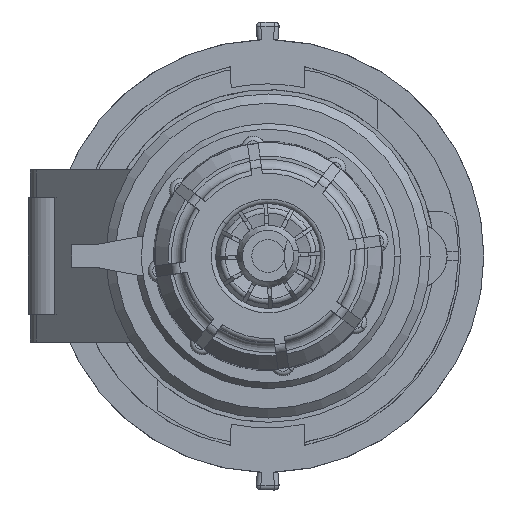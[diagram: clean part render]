
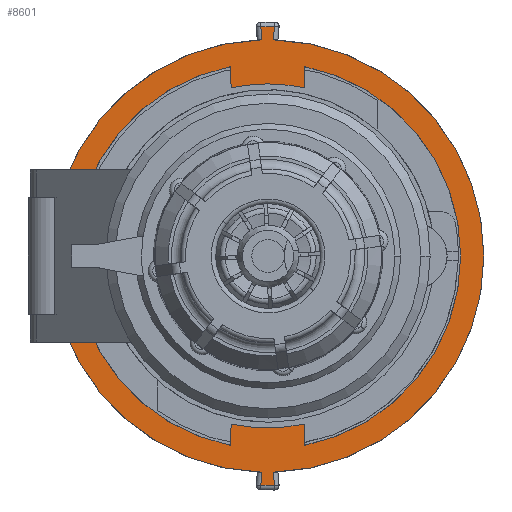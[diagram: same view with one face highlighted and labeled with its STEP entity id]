
A CAD part, left-side view. The second image highlights one B-rep face of the part: STEP entity #8601.
In plain terms, the highlighted face is planar.
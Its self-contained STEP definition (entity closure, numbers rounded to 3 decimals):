
#136 = AXIS2_PLACEMENT_3D ( 'NONE', #21344, #16800, #14587 ) ;
#252 = EDGE_CURVE ( 'NONE', #26823, #3044, #18741, .T. ) ;
#618 = CARTESIAN_POINT ( 'NONE',  ( -49.314, 2.6, 0. ) ) ;
#799 = CARTESIAN_POINT ( 'NONE',  ( 49.314, -1.472, 0. ) ) ;
#901 = CARTESIAN_POINT ( 'NONE',  ( 0.255, 2.88, 0. ) ) ;
#1047 = EDGE_LOOP ( 'NONE', ( #3050, #14920, #7016, #6661, #8429, #23466, #7368, #20340 ) ) ;
#1275 = DIRECTION ( 'NONE',  ( 0., 0., -1. ) ) ;
#1409 = DIRECTION ( 'NONE',  ( -0.996, -0.088, 0. ) ) ;
#1737 = VERTEX_POINT ( 'NONE', #10831 ) ;
#1804 = DIRECTION ( 'NONE',  ( -1., 0., 0. ) ) ;
#1829 = CARTESIAN_POINT ( 'NONE',  ( 40.722, 8., 0. ) ) ;
#2380 = EDGE_CURVE ( 'NONE', #4296, #15923, #11608, .T. ) ;
#2560 = EDGE_CURVE ( 'NONE', #17740, #22237, #6756, .T. ) ;
#2790 = CARTESIAN_POINT ( 'NONE',  ( 49.314, 1.472, 0. ) ) ;
#3044 = VERTEX_POINT ( 'NONE', #8672 ) ;
#3050 = ORIENTED_EDGE ( 'NONE', *, *, #4643, .F. ) ;
#3398 = AXIS2_PLACEMENT_3D ( 'NONE', #22498, #1275, #26795 ) ;
#3558 = DIRECTION ( 'NONE',  ( 0., 0., 1. ) ) ;
#3799 = DIRECTION ( 'NONE',  ( 1., 0., 0. ) ) ;
#3889 = DIRECTION ( 'NONE',  ( 0., 0., 1. ) ) ;
#4276 = DIRECTION ( 'NONE',  ( 0., 0., -1. ) ) ;
#4296 = VERTEX_POINT ( 'NONE', #15171 ) ;
#4605 = DIRECTION ( 'NONE',  ( 0., 0., 1. ) ) ;
#4643 = EDGE_CURVE ( 'NONE', #15080, #3044, #10860, .T. ) ;
#5110 = VECTOR ( 'NONE', #5304, 1000. ) ;
#5222 = DIRECTION ( 'NONE',  ( 0.999, 0.033, 0. ) ) ;
#5254 = ORIENTED_EDGE ( 'NONE', *, *, #2380, .F. ) ;
#5304 = DIRECTION ( 'NONE',  ( 0.996, 0.088, 0. ) ) ;
#5350 = CIRCLE ( 'NONE', #13305, 37. ) ;
#5426 = DIRECTION ( 'NONE',  ( 0.999, -0.033, 0. ) ) ;
#5530 = VERTEX_POINT ( 'NONE', #799 ) ;
#5810 = CIRCLE ( 'NONE', #16917, 46.5 ) ;
#6661 = ORIENTED_EDGE ( 'NONE', *, *, #11637, .T. ) ;
#6701 = LINE ( 'NONE', #901, #8479 ) ;
#6756 = LINE ( 'NONE', #21395, #17341 ) ;
#7016 = ORIENTED_EDGE ( 'NONE', *, *, #24272, .T. ) ;
#7022 = CARTESIAN_POINT ( 'NONE',  ( -40.722, -8., 0. ) ) ;
#7042 = VERTEX_POINT ( 'NONE', #17258 ) ;
#7312 = EDGE_CURVE ( 'NONE', #19961, #15923, #15585, .T. ) ;
#7368 = ORIENTED_EDGE ( 'NONE', *, *, #15994, .T. ) ;
#7376 = LINE ( 'NONE', #22538, #5110 ) ;
#7491 = CARTESIAN_POINT ( 'NONE',  ( -36.158, 7.85, 0. ) ) ;
#7886 = DIRECTION ( 'NONE',  ( 1., 0., 0. ) ) ;
#7938 = CARTESIAN_POINT ( 'NONE',  ( 0., 0., 0. ) ) ;
#8186 = ORIENTED_EDGE ( 'NONE', *, *, #14501, .T. ) ;
#8380 = EDGE_CURVE ( 'NONE', #25926, #18764, #23729, .T. ) ;
#8429 = ORIENTED_EDGE ( 'NONE', *, *, #11786, .F. ) ;
#8479 = VECTOR ( 'NONE', #19552, 1000. ) ;
#8601 = ADVANCED_FACE ( 'NONE', ( #22452, #26338 ), #17931, .F. ) ;
#8672 = CARTESIAN_POINT ( 'NONE',  ( -46.484, 1.221, 0. ) ) ;
#8701 = DIRECTION ( 'NONE',  ( -0.999, -0.033, 0. ) ) ;
#8892 = CARTESIAN_POINT ( 'NONE',  ( 46.484, -1.221, 0. ) ) ;
#9340 = ORIENTED_EDGE ( 'NONE', *, *, #24068, .T. ) ;
#9482 = CARTESIAN_POINT ( 'NONE',  ( -36.158, 7.85, 0. ) ) ;
#9648 = CARTESIAN_POINT ( 'NONE',  ( 0., 0., 0. ) ) ;
#10326 = AXIS2_PLACEMENT_3D ( 'NONE', #15103, #4605, #23646 ) ;
#10428 = VECTOR ( 'NONE', #19800, 1000. ) ;
#10575 = DIRECTION ( 'NONE',  ( 0., 0., 1. ) ) ;
#10831 = CARTESIAN_POINT ( 'NONE',  ( -46.484, -1.221, 0. ) ) ;
#10834 = DIRECTION ( 'NONE',  ( -1., 0., 0. ) ) ;
#10860 = CIRCLE ( 'NONE', #25413, 46.5 ) ;
#11037 = VECTOR ( 'NONE', #8701, 1000. ) ;
#11184 = DIRECTION ( 'NONE',  ( -0.999, 0.033, 0. ) ) ;
#11459 = EDGE_CURVE ( 'NONE', #22237, #19961, #14243, .T. ) ;
#11608 = CIRCLE ( 'NONE', #27027, 41.5 ) ;
#11637 = EDGE_CURVE ( 'NONE', #5530, #15697, #6701, .T. ) ;
#11786 = EDGE_CURVE ( 'NONE', #1737, #15697, #5810, .T. ) ;
#11897 = LINE ( 'NONE', #20308, #15621 ) ;
#11985 = DIRECTION ( 'NONE',  ( 1., 0., 0. ) ) ;
#12418 = CARTESIAN_POINT ( 'NONE',  ( -49.314, 1.472, 0. ) ) ;
#12421 = VECTOR ( 'NONE', #23493, 1000. ) ;
#12516 = CIRCLE ( 'NONE', #10326, 37. ) ;
#12587 = CARTESIAN_POINT ( 'NONE',  ( 40.722, -8., 0. ) ) ;
#12686 = VECTOR ( 'NONE', #5222, 1000. ) ;
#12811 = CARTESIAN_POINT ( 'NONE',  ( -36.158, -7.85, 0. ) ) ;
#12905 = DIRECTION ( 'NONE',  ( 0., 0., 1. ) ) ;
#12930 = CARTESIAN_POINT ( 'NONE',  ( -0.255, -2.88, 0. ) ) ;
#13305 = AXIS2_PLACEMENT_3D ( 'NONE', #25587, #12905, #10834 ) ;
#13857 = CARTESIAN_POINT ( 'NONE',  ( 36.158, -7.85, 0. ) ) ;
#13890 = ORIENTED_EDGE ( 'NONE', *, *, #7312, .T. ) ;
#14243 = CIRCLE ( 'NONE', #136, 37. ) ;
#14375 = ORIENTED_EDGE ( 'NONE', *, *, #2560, .T. ) ;
#14501 = EDGE_CURVE ( 'NONE', #23657, #23184, #12516, .T. ) ;
#14587 = DIRECTION ( 'NONE',  ( 1., 0., 0. ) ) ;
#14920 = ORIENTED_EDGE ( 'NONE', *, *, #15444, .T. ) ;
#14975 = EDGE_CURVE ( 'NONE', #1737, #7042, #11897, .T. ) ;
#15080 = VERTEX_POINT ( 'NONE', #23200 ) ;
#15103 = CARTESIAN_POINT ( 'NONE',  ( 0., 0., 0. ) ) ;
#15171 = CARTESIAN_POINT ( 'NONE',  ( -40.722, 8., 0. ) ) ;
#15444 = EDGE_CURVE ( 'NONE', #15080, #25457, #7376, .T. ) ;
#15585 = LINE ( 'NONE', #22549, #12686 ) ;
#15621 = VECTOR ( 'NONE', #1409, 1000. ) ;
#15697 = VERTEX_POINT ( 'NONE', #8892 ) ;
#15923 = VERTEX_POINT ( 'NONE', #1829 ) ;
#15994 = EDGE_CURVE ( 'NONE', #7042, #26823, #23665, .T. ) ;
#16040 = ORIENTED_EDGE ( 'NONE', *, *, #8380, .T. ) ;
#16578 = CARTESIAN_POINT ( 'NONE',  ( 0., 0., 0. ) ) ;
#16800 = DIRECTION ( 'NONE',  ( 0., 0., 1. ) ) ;
#16894 = LINE ( 'NONE', #25424, #12421 ) ;
#16917 = AXIS2_PLACEMENT_3D ( 'NONE', #27090, #3889, #7886 ) ;
#17258 = CARTESIAN_POINT ( 'NONE',  ( -49.314, -1.472, 0. ) ) ;
#17277 = CARTESIAN_POINT ( 'NONE',  ( -40.722, -8., 0. ) ) ;
#17289 = CARTESIAN_POINT ( 'NONE',  ( -37., 0., 0. ) ) ;
#17341 = VECTOR ( 'NONE', #11184, 1000. ) ;
#17740 = VERTEX_POINT ( 'NONE', #12587 ) ;
#17931 = PLANE ( 'NONE',  #24712 ) ;
#18037 = ORIENTED_EDGE ( 'NONE', *, *, #11459, .T. ) ;
#18678 = EDGE_CURVE ( 'NONE', #17740, #18764, #21921, .T. ) ;
#18741 = LINE ( 'NONE', #12930, #25615 ) ;
#18764 = VERTEX_POINT ( 'NONE', #17277 ) ;
#19552 = DIRECTION ( 'NONE',  ( -0.996, 0.088, 0. ) ) ;
#19597 = ORIENTED_EDGE ( 'NONE', *, *, #18678, .F. ) ;
#19773 = ORIENTED_EDGE ( 'NONE', *, *, #23925, .T. ) ;
#19800 = DIRECTION ( 'NONE',  ( 0., 1., 0. ) ) ;
#19961 = VERTEX_POINT ( 'NONE', #22110 ) ;
#20308 = CARTESIAN_POINT ( 'NONE',  ( -50.441, -1.572, 0. ) ) ;
#20340 = ORIENTED_EDGE ( 'NONE', *, *, #252, .T. ) ;
#21300 = EDGE_LOOP ( 'NONE', ( #19597, #14375, #18037, #13890, #5254, #9340, #8186, #19773, #16040 ) ) ;
#21344 = CARTESIAN_POINT ( 'NONE',  ( 0., 0., 0. ) ) ;
#21346 = DIRECTION ( 'NONE',  ( 0.996, -0.088, 0. ) ) ;
#21395 = CARTESIAN_POINT ( 'NONE',  ( 40.722, -8., 0. ) ) ;
#21852 = LINE ( 'NONE', #7491, #25624 ) ;
#21921 = CIRCLE ( 'NONE', #3398, 41.5 ) ;
#22110 = CARTESIAN_POINT ( 'NONE',  ( 36.158, 7.85, 0. ) ) ;
#22237 = VERTEX_POINT ( 'NONE', #13857 ) ;
#22452 = FACE_BOUND ( 'NONE', #21300, .T. ) ;
#22498 = CARTESIAN_POINT ( 'NONE',  ( 0., 0., 0. ) ) ;
#22538 = CARTESIAN_POINT ( 'NONE',  ( 50.441, 1.572, 0. ) ) ;
#22549 = CARTESIAN_POINT ( 'NONE',  ( 36.158, 7.85, 0. ) ) ;
#23184 = VERTEX_POINT ( 'NONE', #17289 ) ;
#23200 = CARTESIAN_POINT ( 'NONE',  ( 46.484, 1.221, 0. ) ) ;
#23466 = ORIENTED_EDGE ( 'NONE', *, *, #14975, .T. ) ;
#23493 = DIRECTION ( 'NONE',  ( 0., -1., 0. ) ) ;
#23646 = DIRECTION ( 'NONE',  ( -1., 0., 0. ) ) ;
#23657 = VERTEX_POINT ( 'NONE', #9482 ) ;
#23665 = LINE ( 'NONE', #618, #10428 ) ;
#23729 = LINE ( 'NONE', #7022, #11037 ) ;
#23925 = EDGE_CURVE ( 'NONE', #23184, #25926, #5350, .T. ) ;
#24068 = EDGE_CURVE ( 'NONE', #4296, #23657, #21852, .T. ) ;
#24272 = EDGE_CURVE ( 'NONE', #25457, #5530, #16894, .T. ) ;
#24712 = AXIS2_PLACEMENT_3D ( 'NONE', #9648, #3558, #11985 ) ;
#25413 = AXIS2_PLACEMENT_3D ( 'NONE', #7938, #10575, #3799 ) ;
#25424 = CARTESIAN_POINT ( 'NONE',  ( 49.314, 0., 0. ) ) ;
#25457 = VERTEX_POINT ( 'NONE', #2790 ) ;
#25587 = CARTESIAN_POINT ( 'NONE',  ( 0., 0., 0. ) ) ;
#25615 = VECTOR ( 'NONE', #21346, 1000. ) ;
#25624 = VECTOR ( 'NONE', #5426, 1000. ) ;
#25926 = VERTEX_POINT ( 'NONE', #12811 ) ;
#26338 = FACE_OUTER_BOUND ( 'NONE', #1047, .T. ) ;
#26795 = DIRECTION ( 'NONE',  ( -1., 0., 0. ) ) ;
#26823 = VERTEX_POINT ( 'NONE', #12418 ) ;
#27027 = AXIS2_PLACEMENT_3D ( 'NONE', #16578, #4276, #1804 ) ;
#27090 = CARTESIAN_POINT ( 'NONE',  ( 0., 0., 0. ) ) ;
